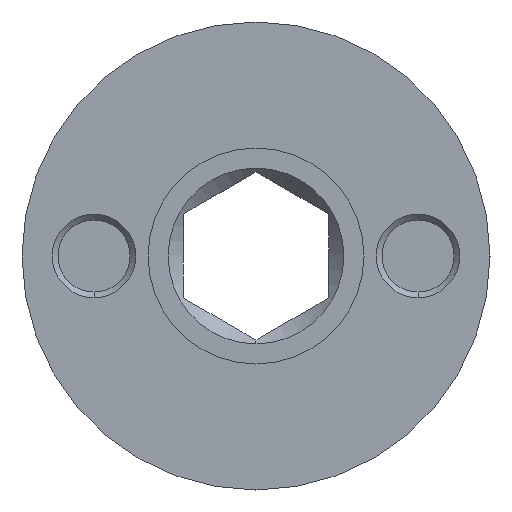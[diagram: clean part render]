
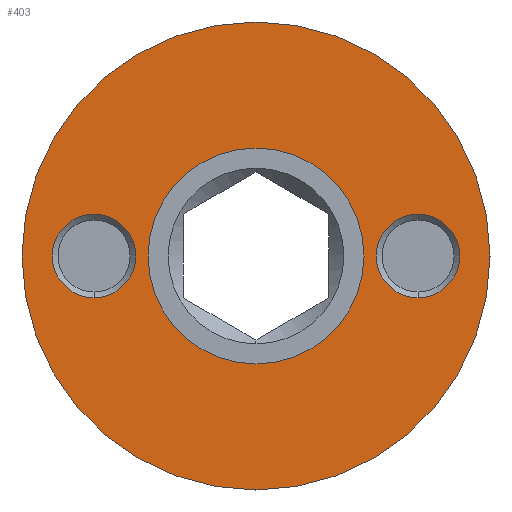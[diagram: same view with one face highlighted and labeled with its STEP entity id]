
A CAD part, left-side view. The second image highlights one B-rep face of the part: STEP entity #403.
In plain terms, the highlighted planar face has unit normal (-1, 0, 0).
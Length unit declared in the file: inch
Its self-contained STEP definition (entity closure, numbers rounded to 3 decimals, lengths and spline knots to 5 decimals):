
#48 = VERTEX_POINT ( 'NONE', #838 ) ;
#89 = CARTESIAN_POINT ( 'NONE',  ( 0.1875, 0., 0. ) ) ;
#109 = ORIENTED_EDGE ( 'NONE', *, *, #1234, .T. ) ;
#110 = AXIS2_PLACEMENT_3D ( 'NONE', #89, #499, #1244 ) ;
#133 = DIRECTION ( 'NONE',  ( 0., 0., -1. ) ) ;
#139 = DIRECTION ( 'NONE',  ( 1., 0., 0. ) ) ;
#141 = CIRCLE ( 'NONE', #861, 0.145 ) ;
#146 = DIRECTION ( 'NONE',  ( 0., 0., -1. ) ) ;
#156 = CARTESIAN_POINT ( 'NONE',  ( 0.1875, -0.5625, 0. ) ) ;
#160 = CIRCLE ( 'NONE', #531, 0.145 ) ;
#169 = ORIENTED_EDGE ( 'NONE', *, *, #1279, .T. ) ;
#195 = CIRCLE ( 'NONE', #767, 0.145 ) ;
#204 = EDGE_CURVE ( 'NONE', #803, #911, #141, .T. ) ;
#214 = DIRECTION ( 'NONE',  ( 0., 0., 1. ) ) ;
#219 = EDGE_CURVE ( 'NONE', #911, #803, #572, .T. ) ;
#225 = DIRECTION ( 'NONE',  ( 1., 0., 0. ) ) ;
#227 = ORIENTED_EDGE ( 'NONE', *, *, #219, .T. ) ;
#230 = FACE_BOUND ( 'NONE', #686, .T. ) ;
#244 = FACE_BOUND ( 'NONE', #1299, .T. ) ;
#270 = DIRECTION ( 'NONE',  ( -1., 0., 0. ) ) ;
#280 = CARTESIAN_POINT ( 'NONE',  ( 0.1875, -0.5625, 0. ) ) ;
#294 = DIRECTION ( 'NONE',  ( 1., 0., 0. ) ) ;
#299 = AXIS2_PLACEMENT_3D ( 'NONE', #1227, #270, #690 ) ;
#319 = CARTESIAN_POINT ( 'NONE',  ( 0.1875, 0., -0.375 ) ) ;
#383 = EDGE_LOOP ( 'NONE', ( #534, #578 ) ) ;
#386 = EDGE_CURVE ( 'NONE', #1171, #478, #705, .T. ) ;
#389 = DIRECTION ( 'NONE',  ( 0., 0., -1. ) ) ;
#398 = VERTEX_POINT ( 'NONE', #530 ) ;
#403 = ADVANCED_FACE ( 'NONE', ( #230, #244, #543, #1289 ), #637, .F. ) ;
#435 = CARTESIAN_POINT ( 'NONE',  ( 0.1875, 0.5625, 0. ) ) ;
#444 = ORIENTED_EDGE ( 'NONE', *, *, #466, .T. ) ;
#466 = EDGE_CURVE ( 'NONE', #1124, #48, #160, .T. ) ;
#478 = VERTEX_POINT ( 'NONE', #319 ) ;
#499 = DIRECTION ( 'NONE',  ( -1., 0., 0. ) ) ;
#530 = CARTESIAN_POINT ( 'NONE',  ( 0.1875, 0., -0.8125 ) ) ;
#531 = AXIS2_PLACEMENT_3D ( 'NONE', #435, #225, #133 ) ;
#534 = ORIENTED_EDGE ( 'NONE', *, *, #386, .F. ) ;
#543 = FACE_BOUND ( 'NONE', #383, .T. ) ;
#553 = CARTESIAN_POINT ( 'NONE',  ( 0.1875, 0.375, 0. ) ) ;
#570 = AXIS2_PLACEMENT_3D ( 'NONE', #1267, #731, #1166 ) ;
#572 = CIRCLE ( 'NONE', #844, 0.145 ) ;
#578 = ORIENTED_EDGE ( 'NONE', *, *, #1045, .F. ) ;
#637 = PLANE ( 'NONE',  #1355 ) ;
#686 = EDGE_LOOP ( 'NONE', ( #1324, #227 ) ) ;
#690 = DIRECTION ( 'NONE',  ( 0., 0., 1. ) ) ;
#699 = DIRECTION ( 'NONE',  ( 1., 0., 0. ) ) ;
#705 = CIRCLE ( 'NONE', #570, 0.375 ) ;
#720 = CIRCLE ( 'NONE', #299, 0.8125 ) ;
#731 = DIRECTION ( 'NONE',  ( -1., 0., 0. ) ) ;
#741 = CARTESIAN_POINT ( 'NONE',  ( 0.1875, 0., 0. ) ) ;
#753 = DIRECTION ( 'NONE',  ( -1., 0., 0. ) ) ;
#767 = AXIS2_PLACEMENT_3D ( 'NONE', #816, #294, #389 ) ;
#803 = VERTEX_POINT ( 'NONE', #1208 ) ;
#816 = CARTESIAN_POINT ( 'NONE',  ( 0.1875, 0.5625, 0. ) ) ;
#838 = CARTESIAN_POINT ( 'NONE',  ( 0.1875, 0.5625, 0.145 ) ) ;
#844 = AXIS2_PLACEMENT_3D ( 'NONE', #280, #699, #1132 ) ;
#861 = AXIS2_PLACEMENT_3D ( 'NONE', #156, #1328, #1222 ) ;
#870 = CARTESIAN_POINT ( 'NONE',  ( 0.1875, 0.5625, -0.145 ) ) ;
#887 = CARTESIAN_POINT ( 'NONE',  ( 0.1875, 0., 0.8125 ) ) ;
#890 = ORIENTED_EDGE ( 'NONE', *, *, #908, .T. ) ;
#908 = EDGE_CURVE ( 'NONE', #1137, #398, #1125, .T. ) ;
#910 = CARTESIAN_POINT ( 'NONE',  ( 0.1875, -0.5625, -0.145 ) ) ;
#911 = VERTEX_POINT ( 'NONE', #910 ) ;
#1044 = CARTESIAN_POINT ( 'NONE',  ( 0.1875, 0., 0.375 ) ) ;
#1045 = EDGE_CURVE ( 'NONE', #478, #1171, #1081, .T. ) ;
#1081 = CIRCLE ( 'NONE', #1265, 0.375 ) ;
#1124 = VERTEX_POINT ( 'NONE', #870 ) ;
#1125 = CIRCLE ( 'NONE', #110, 0.8125 ) ;
#1132 = DIRECTION ( 'NONE',  ( 0., 0., -1. ) ) ;
#1137 = VERTEX_POINT ( 'NONE', #887 ) ;
#1166 = DIRECTION ( 'NONE',  ( 0., 0., 1. ) ) ;
#1171 = VERTEX_POINT ( 'NONE', #1044 ) ;
#1208 = CARTESIAN_POINT ( 'NONE',  ( 0.1875, -0.5625, 0.145 ) ) ;
#1222 = DIRECTION ( 'NONE',  ( 0., 0., -1. ) ) ;
#1227 = CARTESIAN_POINT ( 'NONE',  ( 0.1875, 0., 0. ) ) ;
#1234 = EDGE_CURVE ( 'NONE', #48, #1124, #195, .T. ) ;
#1244 = DIRECTION ( 'NONE',  ( 0., 0., 1. ) ) ;
#1265 = AXIS2_PLACEMENT_3D ( 'NONE', #741, #753, #214 ) ;
#1267 = CARTESIAN_POINT ( 'NONE',  ( 0.1875, 0., 0. ) ) ;
#1279 = EDGE_CURVE ( 'NONE', #398, #1137, #720, .T. ) ;
#1289 = FACE_OUTER_BOUND ( 'NONE', #1342, .T. ) ;
#1299 = EDGE_LOOP ( 'NONE', ( #109, #444 ) ) ;
#1324 = ORIENTED_EDGE ( 'NONE', *, *, #204, .T. ) ;
#1328 = DIRECTION ( 'NONE',  ( 1., 0., 0. ) ) ;
#1342 = EDGE_LOOP ( 'NONE', ( #890, #169 ) ) ;
#1355 = AXIS2_PLACEMENT_3D ( 'NONE', #553, #139, #146 ) ;
